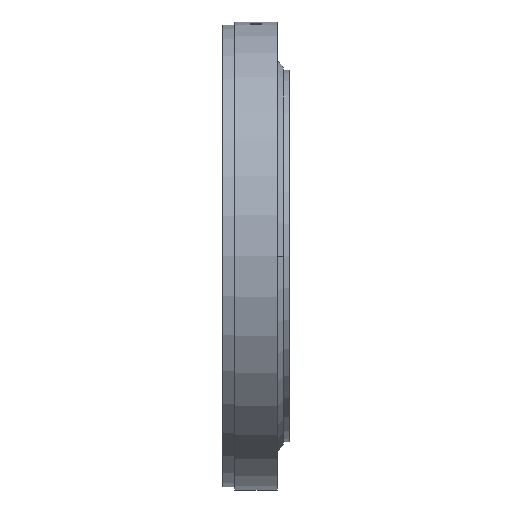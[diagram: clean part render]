
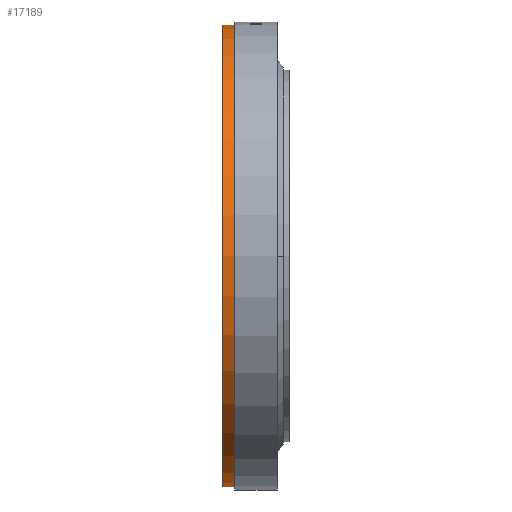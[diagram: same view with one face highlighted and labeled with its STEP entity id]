
A CAD part, left-side view. The second image highlights one B-rep face of the part: STEP entity #17189.
In plain terms, the highlighted cylindrical face has radius 190 mm (diameter 380 mm), a partial arc.
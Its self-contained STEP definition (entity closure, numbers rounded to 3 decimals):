
#107 = EDGE_CURVE ( 'NONE', #8905, #14611, #13192, .T. ) ;
#568 = VECTOR ( 'NONE', #7710, 1000. ) ;
#618 = EDGE_CURVE ( 'NONE', #12173, #8905, #7682, .T. ) ;
#1059 = EDGE_CURVE ( 'NONE', #12173, #7790, #3413, .T. ) ;
#1279 = ORIENTED_EDGE ( 'NONE', *, *, #1059, .T. ) ;
#1499 = EDGE_LOOP ( 'NONE', ( #15048, #1279, #5502, #16117 ) ) ;
#2860 = FACE_OUTER_BOUND ( 'NONE', #1499, .T. ) ;
#3023 = DIRECTION ( 'NONE',  ( 0., 1., 0. ) ) ;
#3413 = LINE ( 'NONE', #13679, #6294 ) ;
#3752 = AXIS2_PLACEMENT_3D ( 'NONE', #4210, #3023, #4265 ) ;
#3811 = EDGE_CURVE ( 'NONE', #14611, #7790, #16145, .T. ) ;
#3816 = DIRECTION ( 'NONE',  ( 0., -1., 0. ) ) ;
#4210 = CARTESIAN_POINT ( 'NONE',  ( 0., 27.5, 0. ) ) ;
#4265 = DIRECTION ( 'NONE',  ( 0., 0., 1. ) ) ;
#5502 = ORIENTED_EDGE ( 'NONE', *, *, #3811, .F. ) ;
#5583 = AXIS2_PLACEMENT_3D ( 'NONE', #7832, #6601, #14400 ) ;
#5760 = DIRECTION ( 'NONE',  ( 0., -1., 0. ) ) ;
#6059 = CARTESIAN_POINT ( 'NONE',  ( 0., 17.5, -190. ) ) ;
#6294 = VECTOR ( 'NONE', #3816, 1000. ) ;
#6601 = DIRECTION ( 'NONE',  ( 0., -1., 0. ) ) ;
#7682 = CIRCLE ( 'NONE', #3752, 190. ) ;
#7710 = DIRECTION ( 'NONE',  ( 0., -1., 0. ) ) ;
#7790 = VERTEX_POINT ( 'NONE', #6059 ) ;
#7832 = CARTESIAN_POINT ( 'NONE',  ( 0., -61.11, 0. ) ) ;
#8905 = VERTEX_POINT ( 'NONE', #15961 ) ;
#9087 = CYLINDRICAL_SURFACE ( 'NONE', #5583, 190. ) ;
#9651 = CARTESIAN_POINT ( 'NONE',  ( 0., 27.5, -190. ) ) ;
#9754 = AXIS2_PLACEMENT_3D ( 'NONE', #16926, #5760, #15286 ) ;
#12173 = VERTEX_POINT ( 'NONE', #9651 ) ;
#13192 = LINE ( 'NONE', #13749, #568 ) ;
#13679 = CARTESIAN_POINT ( 'NONE',  ( 0., -61.11, -190. ) ) ;
#13749 = CARTESIAN_POINT ( 'NONE',  ( 0., -61.11, 190. ) ) ;
#14400 = DIRECTION ( 'NONE',  ( 0., 0., 1. ) ) ;
#14611 = VERTEX_POINT ( 'NONE', #15362 ) ;
#15048 = ORIENTED_EDGE ( 'NONE', *, *, #618, .F. ) ;
#15286 = DIRECTION ( 'NONE',  ( 0., 0., 1. ) ) ;
#15362 = CARTESIAN_POINT ( 'NONE',  ( 0., 17.5, 190. ) ) ;
#15961 = CARTESIAN_POINT ( 'NONE',  ( 0., 27.5, 190. ) ) ;
#16117 = ORIENTED_EDGE ( 'NONE', *, *, #107, .F. ) ;
#16145 = CIRCLE ( 'NONE', #9754, 190. ) ;
#16926 = CARTESIAN_POINT ( 'NONE',  ( 0., 17.5, 0. ) ) ;
#17189 = ADVANCED_FACE ( 'NONE', ( #2860 ), #9087, .T. ) ;
